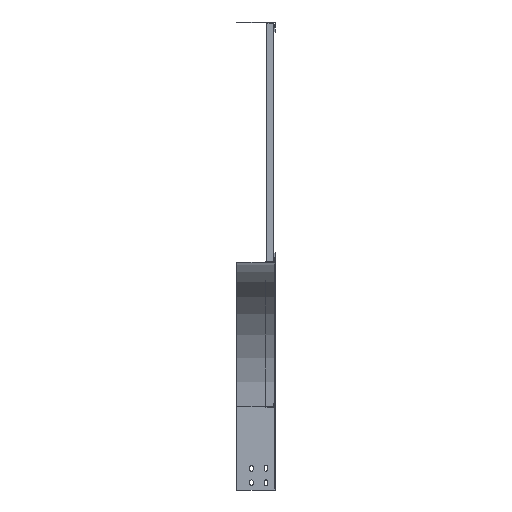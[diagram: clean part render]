
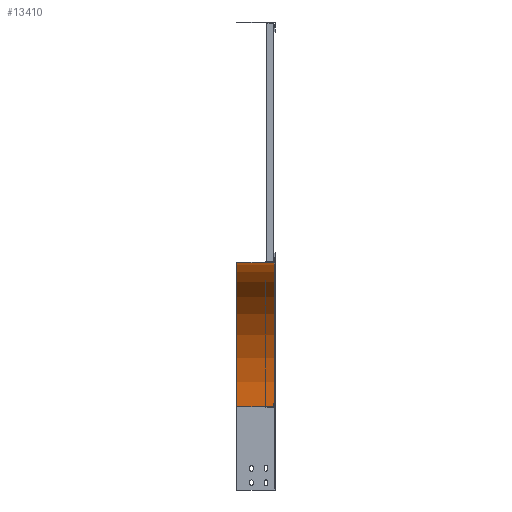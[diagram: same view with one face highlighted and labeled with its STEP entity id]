
A CAD part, left-side view. The second image highlights one B-rep face of the part: STEP entity #13410.
In plain terms, the highlighted cylindrical face has radius 298.8 mm (diameter 597.6 mm), a partial arc.
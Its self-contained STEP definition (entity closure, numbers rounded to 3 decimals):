
#200 = AXIS2_PLACEMENT_3D ( 'NONE', #3301, #3299, #3297 ) ;
#3297 = DIRECTION ( 'NONE',  ( 1., 0., 0. ) ) ;
#3299 = DIRECTION ( 'NONE',  ( 0., 1., 0. ) ) ;
#3301 = CARTESIAN_POINT ( 'NONE',  ( -550., -19.8, -301.4 ) ) ;
#3496 = CIRCLE ( 'NONE', #11690, 298.8 ) ;
#3498 = LINE ( 'NONE', #8578, #3501 ) ;
#3499 = CIRCLE ( 'NONE', #11688, 298.8 ) ;
#3500 = LINE ( 'NONE', #8577, #3504 ) ;
#3501 = VECTOR ( 'NONE', #8583, 1000. ) ;
#3504 = VECTOR ( 'NONE', #8582, 1000. ) ;
#4022 = FACE_OUTER_BOUND ( 'NONE', #6302, .T. ) ;
#4028 = CYLINDRICAL_SURFACE ( 'NONE', #200, 298.8 ) ;
#5248 = EDGE_CURVE ( 'NONE', #10944, #10868, #3496, .T. ) ;
#5250 = EDGE_CURVE ( 'NONE', #10881, #10944, #3498, .T. ) ;
#5251 = EDGE_CURVE ( 'NONE', #10881, #10866, #3499, .T. ) ;
#5252 = EDGE_CURVE ( 'NONE', #10868, #10866, #3500, .T. ) ;
#6302 = EDGE_LOOP ( 'NONE', ( #7161, #7160, #7159, #7158 ) ) ;
#7158 = ORIENTED_EDGE ( 'NONE', *, *, #5252, .F. ) ;
#7159 = ORIENTED_EDGE ( 'NONE', *, *, #5251, .T. ) ;
#7160 = ORIENTED_EDGE ( 'NONE', *, *, #5250, .F. ) ;
#7161 = ORIENTED_EDGE ( 'NONE', *, *, #5248, .F. ) ;
#8574 = CARTESIAN_POINT ( 'NONE',  ( -550., -18., -301.4 ) ) ;
#8575 = DIRECTION ( 'NONE',  ( 0., 1., 0. ) ) ;
#8576 = DIRECTION ( 'NONE',  ( 1., 0., 0. ) ) ;
#8577 = CARTESIAN_POINT ( 'NONE',  ( -251.2, 44.26, -301.4 ) ) ;
#8578 = CARTESIAN_POINT ( 'NONE',  ( -550., -18., -2.6 ) ) ;
#8582 = DIRECTION ( 'NONE',  ( 0., 1., 0. ) ) ;
#8583 = DIRECTION ( 'NONE',  ( 0., -1., 0. ) ) ;
#8584 = CARTESIAN_POINT ( 'NONE',  ( -550., 60.201, -301.4 ) ) ;
#8585 = DIRECTION ( 'NONE',  ( 0., 1., 0. ) ) ;
#8586 = DIRECTION ( 'NONE',  ( 1., 0., 0. ) ) ;
#9285 = CARTESIAN_POINT ( 'NONE',  ( -251.2, 60.201, -301.4 ) ) ;
#9287 = CARTESIAN_POINT ( 'NONE',  ( -251.2, -18., -301.4 ) ) ;
#9300 = CARTESIAN_POINT ( 'NONE',  ( -550., 60.201, -2.6 ) ) ;
#9363 = CARTESIAN_POINT ( 'NONE',  ( -550., -18., -2.6 ) ) ;
#10866 = VERTEX_POINT ( 'NONE', #9285 ) ;
#10868 = VERTEX_POINT ( 'NONE', #9287 ) ;
#10881 = VERTEX_POINT ( 'NONE', #9300 ) ;
#10944 = VERTEX_POINT ( 'NONE', #9363 ) ;
#11688 = AXIS2_PLACEMENT_3D ( 'NONE', #8584, #8585, #8586 ) ;
#11690 = AXIS2_PLACEMENT_3D ( 'NONE', #8574, #8575, #8576 ) ;
#13410 = ADVANCED_FACE ( 'NONE', ( #4022 ), #4028, .F. ) ;
